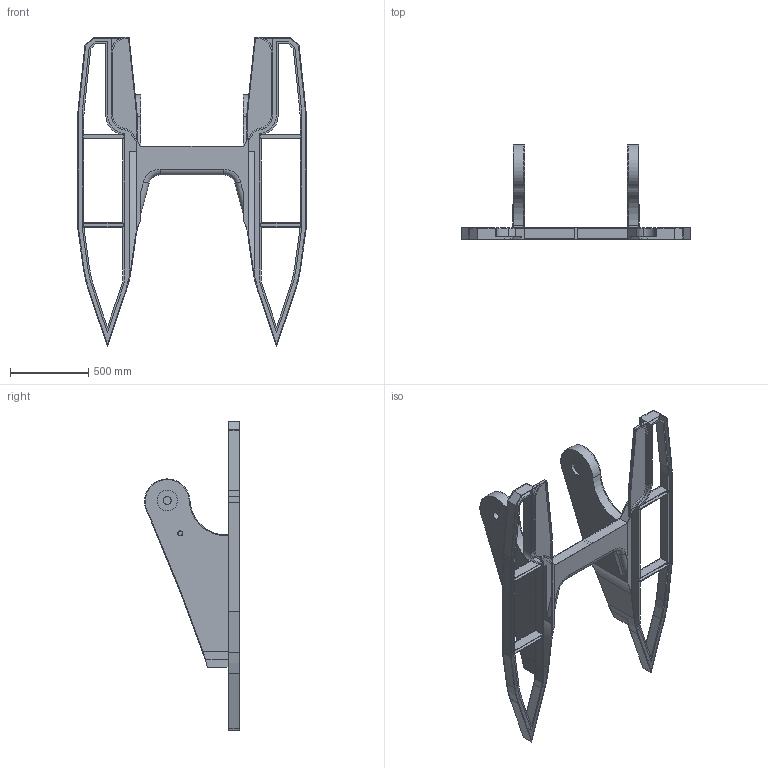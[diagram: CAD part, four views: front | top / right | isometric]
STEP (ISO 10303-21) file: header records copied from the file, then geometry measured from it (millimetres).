
FILE_DESCRIPTION (( 'STEP AP214' ), '1' );
FILE_NAME ('ORTA_Gövde.STEP', '2025-03-03T11:30:15', ( '' ), ( '' ), 'SwSTEP 2.0', 'SolidWorks 2024', '' );
FILE_SCHEMA (( 'AUTOMOTIVE_DESIGN' ));
Length unit declared in the file: millimetre
Products named in the file (1): ORTA_Gövde
Bounding box: 1460 x 605.98 x 1975.05 mm (x, y, z)
Volume: 20014777.8 mm3; surface area: 7377024.7 mm2
Topology: 1 solids, 1 shells, 352 faces, 1000 edges, 663 vertices
Faces by surface type: plane 208, cylinder 94, bspline 46, torus 4
Entity records: 12083 total; most frequent: CARTESIAN_POINT 3064, ORIENTED_EDGE 2000, DIRECTION 1684, EDGE_CURVE 1000, VECTOR 702, LINE 702, VERTEX_POINT 663, AXIS2_PLACEMENT_3D 491
